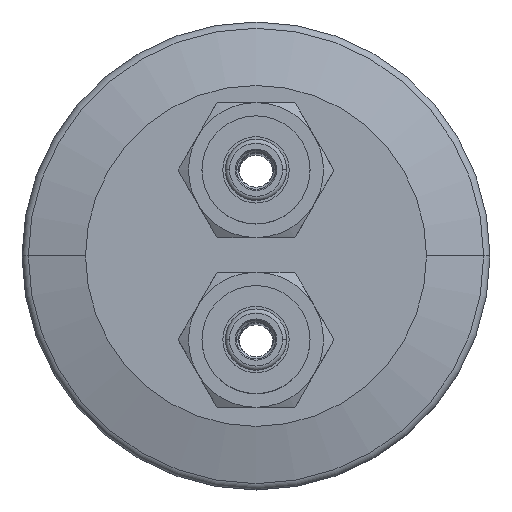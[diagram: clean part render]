
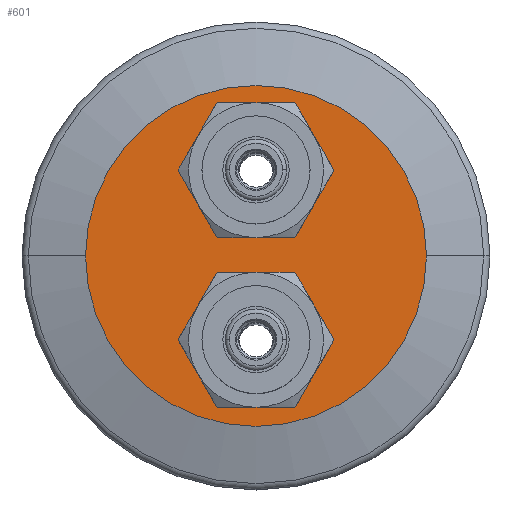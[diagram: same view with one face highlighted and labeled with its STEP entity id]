
A CAD part, top view. The second image highlights one B-rep face of the part: STEP entity #601.
In plain terms, the highlighted planar face has unit normal (0, 0, 1).
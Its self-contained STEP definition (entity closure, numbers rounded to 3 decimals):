
#92 = EDGE_LOOP ( 'NONE', ( #11541, #1522 ) ) ;
#288 = PLANE ( 'NONE',  #4717 ) ;
#563 = AXIS2_PLACEMENT_3D ( 'NONE', #9798, #4007, #10715 ) ;
#578 = DIRECTION ( 'NONE',  ( 1., 0., 0. ) ) ;
#601 = ADVANCED_FACE ( 'NONE', ( #4021, #4032, #4000 ), #288, .F. ) ;
#625 = EDGE_LOOP ( 'NONE', ( #9139, #1617 ) ) ;
#806 = AXIS2_PLACEMENT_3D ( 'NONE', #6865, #951, #7850 ) ;
#809 = VERTEX_POINT ( 'NONE', #3663 ) ;
#867 = CARTESIAN_POINT ( 'NONE',  ( 20.035, 0., 0. ) ) ;
#951 = DIRECTION ( 'NONE',  ( 0., 0., 1. ) ) ;
#1079 = AXIS2_PLACEMENT_3D ( 'NONE', #1888, #8768, #2911 ) ;
#1112 = EDGE_LOOP ( 'NONE', ( #6940, #10754 ) ) ;
#1251 = CARTESIAN_POINT ( 'NONE',  ( 0., -10., 0. ) ) ;
#1522 = ORIENTED_EDGE ( 'NONE', *, *, #7304, .F. ) ;
#1562 = CIRCLE ( 'NONE', #563, 20.035 ) ;
#1617 = ORIENTED_EDGE ( 'NONE', *, *, #8002, .F. ) ;
#1674 = CARTESIAN_POINT ( 'NONE',  ( 0., 0., 0. ) ) ;
#1888 = CARTESIAN_POINT ( 'NONE',  ( 0., 10., 0. ) ) ;
#2202 = VERTEX_POINT ( 'NONE', #2971 ) ;
#2224 = DIRECTION ( 'NONE',  ( 1., 0., 0. ) ) ;
#2547 = DIRECTION ( 'NONE',  ( 0., 0., -1. ) ) ;
#2559 = DIRECTION ( 'NONE',  ( -1., 0., 0. ) ) ;
#2665 = DIRECTION ( 'NONE',  ( -1., 0., 0. ) ) ;
#2911 = DIRECTION ( 'NONE',  ( 1., 0., 0. ) ) ;
#2971 = CARTESIAN_POINT ( 'NONE',  ( -20.035, 0., 0. ) ) ;
#2990 = VERTEX_POINT ( 'NONE', #867 ) ;
#3304 = CARTESIAN_POINT ( 'NONE',  ( 20.035, 0., 0. ) ) ;
#3663 = CARTESIAN_POINT ( 'NONE',  ( -6.35, 10., 0. ) ) ;
#4000 = FACE_OUTER_BOUND ( 'NONE', #625, .T. ) ;
#4007 = DIRECTION ( 'NONE',  ( 0., 0., -1. ) ) ;
#4021 = FACE_BOUND ( 'NONE', #92, .T. ) ;
#4032 = FACE_BOUND ( 'NONE', #1112, .T. ) ;
#4038 = AXIS2_PLACEMENT_3D ( 'NONE', #1674, #8545, #2665 ) ;
#4170 = AXIS2_PLACEMENT_3D ( 'NONE', #12014, #6545, #578 ) ;
#4478 = AXIS2_PLACEMENT_3D ( 'NONE', #1251, #8140, #2224 ) ;
#4717 = AXIS2_PLACEMENT_3D ( 'NONE', #3304, #2547, #2559 ) ;
#4780 = VERTEX_POINT ( 'NONE', #11821 ) ;
#5197 = CARTESIAN_POINT ( 'NONE',  ( -6.35, -10., 0. ) ) ;
#6545 = DIRECTION ( 'NONE',  ( 0., 0., 1. ) ) ;
#6865 = CARTESIAN_POINT ( 'NONE',  ( 0., -10., 0. ) ) ;
#6940 = ORIENTED_EDGE ( 'NONE', *, *, #7981, .F. ) ;
#7111 = EDGE_CURVE ( 'NONE', #9386, #10484, #9872, .T. ) ;
#7304 = EDGE_CURVE ( 'NONE', #4780, #809, #10937, .T. ) ;
#7338 = EDGE_CURVE ( 'NONE', #2202, #2990, #10779, .T. ) ;
#7850 = DIRECTION ( 'NONE',  ( 1., 0., 0. ) ) ;
#7963 = EDGE_CURVE ( 'NONE', #809, #4780, #9669, .T. ) ;
#7981 = EDGE_CURVE ( 'NONE', #10484, #9386, #9022, .T. ) ;
#8002 = EDGE_CURVE ( 'NONE', #2990, #2202, #1562, .T. ) ;
#8140 = DIRECTION ( 'NONE',  ( 0., 0., 1. ) ) ;
#8154 = CARTESIAN_POINT ( 'NONE',  ( 6.35, -10., 0. ) ) ;
#8545 = DIRECTION ( 'NONE',  ( 0., 0., -1. ) ) ;
#8768 = DIRECTION ( 'NONE',  ( 0., 0., 1. ) ) ;
#9022 = CIRCLE ( 'NONE', #806, 6.35 ) ;
#9139 = ORIENTED_EDGE ( 'NONE', *, *, #7338, .F. ) ;
#9386 = VERTEX_POINT ( 'NONE', #8154 ) ;
#9669 = CIRCLE ( 'NONE', #1079, 6.35 ) ;
#9798 = CARTESIAN_POINT ( 'NONE',  ( 0., 0., 0. ) ) ;
#9872 = CIRCLE ( 'NONE', #4478, 6.35 ) ;
#10484 = VERTEX_POINT ( 'NONE', #5197 ) ;
#10715 = DIRECTION ( 'NONE',  ( -1., 0., 0. ) ) ;
#10754 = ORIENTED_EDGE ( 'NONE', *, *, #7111, .F. ) ;
#10779 = CIRCLE ( 'NONE', #4038, 20.035 ) ;
#10937 = CIRCLE ( 'NONE', #4170, 6.35 ) ;
#11541 = ORIENTED_EDGE ( 'NONE', *, *, #7963, .F. ) ;
#11821 = CARTESIAN_POINT ( 'NONE',  ( 6.35, 10., 0. ) ) ;
#12014 = CARTESIAN_POINT ( 'NONE',  ( 0., 10., 0. ) ) ;
